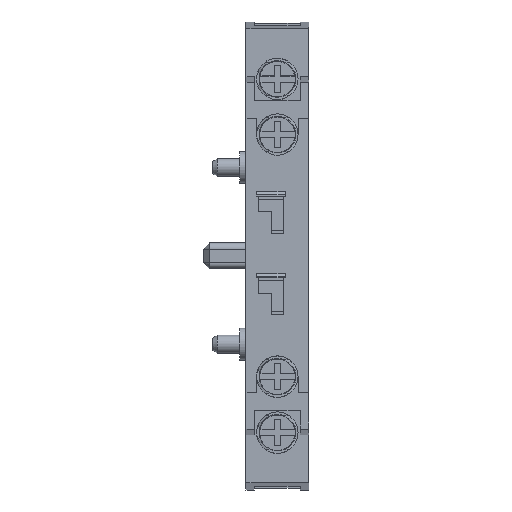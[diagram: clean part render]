
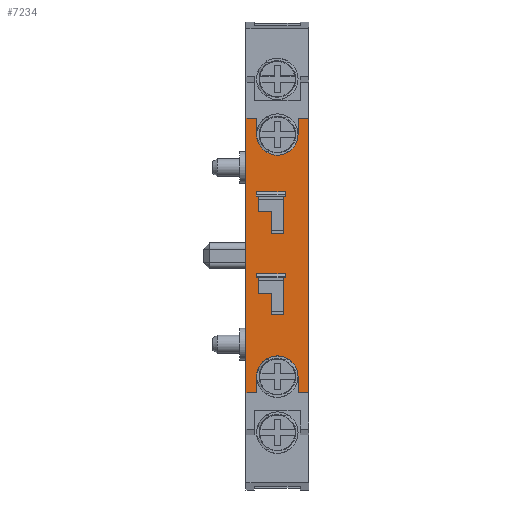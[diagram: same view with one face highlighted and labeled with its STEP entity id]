
A CAD part, top view. The second image highlights one B-rep face of the part: STEP entity #7234.
In plain terms, the highlighted planar face has unit normal (0, 0, 1).
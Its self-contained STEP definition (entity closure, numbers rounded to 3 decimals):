
#195=CIRCLE('',#7676,3.4);
#196=CIRCLE('',#7679,3.4);
#458=ORIENTED_EDGE('',*,*,#2467,.F.);
#459=ORIENTED_EDGE('',*,*,#2589,.F.);
#460=ORIENTED_EDGE('',*,*,#2590,.T.);
#461=ORIENTED_EDGE('',*,*,#2591,.T.);
#462=ORIENTED_EDGE('',*,*,#2592,.F.);
#463=ORIENTED_EDGE('',*,*,#2593,.F.);
#464=ORIENTED_EDGE('',*,*,#2594,.T.);
#465=ORIENTED_EDGE('',*,*,#2474,.F.);
#466=ORIENTED_EDGE('',*,*,#2595,.F.);
#467=ORIENTED_EDGE('',*,*,#2470,.F.);
#468=ORIENTED_EDGE('',*,*,#2486,.F.);
#469=ORIENTED_EDGE('',*,*,#2596,.F.);
#470=ORIENTED_EDGE('',*,*,#2597,.T.);
#471=ORIENTED_EDGE('',*,*,#2598,.T.);
#472=ORIENTED_EDGE('',*,*,#2599,.F.);
#473=ORIENTED_EDGE('',*,*,#2600,.F.);
#474=ORIENTED_EDGE('',*,*,#2601,.T.);
#475=ORIENTED_EDGE('',*,*,#2493,.F.);
#476=ORIENTED_EDGE('',*,*,#2602,.F.);
#477=ORIENTED_EDGE('',*,*,#2489,.F.);
#478=ORIENTED_EDGE('',*,*,#2603,.T.);
#479=ORIENTED_EDGE('',*,*,#2604,.T.);
#480=ORIENTED_EDGE('',*,*,#2585,.T.);
#481=ORIENTED_EDGE('',*,*,#2605,.F.);
#482=ORIENTED_EDGE('',*,*,#2588,.T.);
#483=ORIENTED_EDGE('',*,*,#2536,.T.);
#484=ORIENTED_EDGE('',*,*,#2606,.F.);
#485=ORIENTED_EDGE('',*,*,#2607,.F.);
#486=ORIENTED_EDGE('',*,*,#2608,.T.);
#487=ORIENTED_EDGE('',*,*,#2609,.T.);
#488=ORIENTED_EDGE('',*,*,#2610,.F.);
#489=ORIENTED_EDGE('',*,*,#2611,.F.);
#2467=EDGE_CURVE('',#3535,#3536,#4255,.T.);
#2470=EDGE_CURVE('',#3536,#3538,#4258,.T.);
#2474=EDGE_CURVE('',#3541,#3542,#4262,.T.);
#2486=EDGE_CURVE('',#3553,#3554,#4274,.T.);
#2489=EDGE_CURVE('',#3554,#3556,#4277,.T.);
#2493=EDGE_CURVE('',#3559,#3560,#4281,.T.);
#2536=EDGE_CURVE('',#3602,#3603,#4316,.T.);
#2585=EDGE_CURVE('',#3646,#3649,#195,.T.);
#2588=EDGE_CURVE('',#3651,#3602,#4357,.T.);
#2589=EDGE_CURVE('',#3652,#3535,#4358,.T.);
#2590=EDGE_CURVE('',#3652,#3653,#4359,.T.);
#2591=EDGE_CURVE('',#3653,#3654,#4360,.T.);
#2592=EDGE_CURVE('',#3655,#3654,#4361,.T.);
#2593=EDGE_CURVE('',#3656,#3655,#4362,.T.);
#2594=EDGE_CURVE('',#3656,#3542,#4363,.T.);
#2595=EDGE_CURVE('',#3538,#3541,#4364,.T.);
#2596=EDGE_CURVE('',#3657,#3553,#4365,.T.);
#2597=EDGE_CURVE('',#3657,#3658,#4366,.T.);
#2598=EDGE_CURVE('',#3658,#3659,#4367,.T.);
#2599=EDGE_CURVE('',#3660,#3659,#4368,.T.);
#2600=EDGE_CURVE('',#3661,#3660,#4369,.T.);
#2601=EDGE_CURVE('',#3661,#3560,#4370,.T.);
#2602=EDGE_CURVE('',#3556,#3559,#4371,.T.);
#2603=EDGE_CURVE('',#3662,#3663,#4372,.T.);
#2604=EDGE_CURVE('',#3663,#3646,#4373,.T.);
#2605=EDGE_CURVE('',#3651,#3649,#4374,.T.);
#2606=EDGE_CURVE('',#3664,#3603,#4375,.T.);
#2607=EDGE_CURVE('',#3665,#3664,#4376,.T.);
#2608=EDGE_CURVE('',#3665,#3666,#196,.T.);
#2609=EDGE_CURVE('',#3666,#3667,#4377,.T.);
#2610=EDGE_CURVE('',#3668,#3667,#4378,.T.);
#2611=EDGE_CURVE('',#3662,#3668,#4379,.T.);
#3535=VERTEX_POINT('',#10279);
#3536=VERTEX_POINT('',#10281);
#3538=VERTEX_POINT('',#10287);
#3541=VERTEX_POINT('',#10294);
#3542=VERTEX_POINT('',#10296);
#3553=VERTEX_POINT('',#10321);
#3554=VERTEX_POINT('',#10323);
#3556=VERTEX_POINT('',#10329);
#3559=VERTEX_POINT('',#10336);
#3560=VERTEX_POINT('',#10338);
#3602=VERTEX_POINT('',#10430);
#3603=VERTEX_POINT('',#10431);
#3646=VERTEX_POINT('',#10522);
#3649=VERTEX_POINT('',#10527);
#3651=VERTEX_POINT('',#10532);
#3652=VERTEX_POINT('',#10537);
#3653=VERTEX_POINT('',#10539);
#3654=VERTEX_POINT('',#10541);
#3655=VERTEX_POINT('',#10543);
#3656=VERTEX_POINT('',#10545);
#3657=VERTEX_POINT('',#10549);
#3658=VERTEX_POINT('',#10551);
#3659=VERTEX_POINT('',#10553);
#3660=VERTEX_POINT('',#10555);
#3661=VERTEX_POINT('',#10557);
#3662=VERTEX_POINT('',#10561);
#3663=VERTEX_POINT('',#10562);
#3664=VERTEX_POINT('',#10566);
#3665=VERTEX_POINT('',#10568);
#3666=VERTEX_POINT('',#10570);
#3667=VERTEX_POINT('',#10572);
#3668=VERTEX_POINT('',#10574);
#4255=LINE('',#10280,#5091);
#4258=LINE('',#10286,#5094);
#4262=LINE('',#10295,#5098);
#4274=LINE('',#10322,#5110);
#4277=LINE('',#10328,#5113);
#4281=LINE('',#10337,#5117);
#4316=LINE('',#10429,#5152);
#4357=LINE('',#10534,#5193);
#4358=LINE('',#10536,#5194);
#4359=LINE('',#10538,#5195);
#4360=LINE('',#10540,#5196);
#4361=LINE('',#10542,#5197);
#4362=LINE('',#10544,#5198);
#4363=LINE('',#10546,#5199);
#4364=LINE('',#10547,#5200);
#4365=LINE('',#10548,#5201);
#4366=LINE('',#10550,#5202);
#4367=LINE('',#10552,#5203);
#4368=LINE('',#10554,#5204);
#4369=LINE('',#10556,#5205);
#4370=LINE('',#10558,#5206);
#4371=LINE('',#10559,#5207);
#4372=LINE('',#10560,#5208);
#4373=LINE('',#10563,#5209);
#4374=LINE('',#10564,#5210);
#4375=LINE('',#10565,#5211);
#4376=LINE('',#10567,#5212);
#4377=LINE('',#10571,#5213);
#4378=LINE('',#10573,#5214);
#4379=LINE('',#10575,#5215);
#5091=VECTOR('',#8245,1000.);
#5094=VECTOR('',#8250,1000.);
#5098=VECTOR('',#8256,1000.);
#5110=VECTOR('',#8274,1000.);
#5113=VECTOR('',#8279,1000.);
#5117=VECTOR('',#8285,1000.);
#5152=VECTOR('',#8350,1000.);
#5193=VECTOR('',#8419,1000.);
#5194=VECTOR('',#8422,1000.);
#5195=VECTOR('',#8423,1000.);
#5196=VECTOR('',#8424,1000.);
#5197=VECTOR('',#8425,1000.);
#5198=VECTOR('',#8426,1000.);
#5199=VECTOR('',#8427,1000.);
#5200=VECTOR('',#8428,1000.);
#5201=VECTOR('',#8429,1000.);
#5202=VECTOR('',#8430,1000.);
#5203=VECTOR('',#8431,1000.);
#5204=VECTOR('',#8432,1000.);
#5205=VECTOR('',#8433,1000.);
#5206=VECTOR('',#8434,1000.);
#5207=VECTOR('',#8435,1000.);
#5208=VECTOR('',#8436,1000.);
#5209=VECTOR('',#8437,1000.);
#5210=VECTOR('',#8438,1000.);
#5211=VECTOR('',#8439,1000.);
#5212=VECTOR('',#8440,1000.);
#5213=VECTOR('',#8443,1000.);
#5214=VECTOR('',#8444,1000.);
#5215=VECTOR('',#8445,1000.);
#5948=EDGE_LOOP('',(#458,#459,#460,#461,#462,#463,#464,#465,#466,#467));
#5949=EDGE_LOOP('',(#468,#469,#470,#471,#472,#473,#474,#475,#476,#477));
#5950=EDGE_LOOP('',(#478,#479,#480,#481,#482,#483,#484,#485,#486,#487,#488,
#489));
#6426=FACE_BOUND('',#5948,.T.);
#6427=FACE_BOUND('',#5949,.T.);
#6428=FACE_BOUND('',#5950,.T.);
#6898=PLANE('',#7678);
#7234=ADVANCED_FACE('',(#6426,#6427,#6428),#6898,.F.);
#7676=AXIS2_PLACEMENT_3D('',#10528,#8413,#8414);
#7678=AXIS2_PLACEMENT_3D('',#10535,#8420,#8421);
#7679=AXIS2_PLACEMENT_3D('',#10569,#8441,#8442);
#8245=DIRECTION('',(1.,0.,0.));
#8250=DIRECTION('',(0.,-1.,0.));
#8256=DIRECTION('',(0.,1.,0.));
#8274=DIRECTION('',(1.,0.,0.));
#8279=DIRECTION('',(0.,-1.,0.));
#8285=DIRECTION('',(0.,1.,0.));
#8350=DIRECTION('',(0.,-1.,0.));
#8413=DIRECTION('',(0.,0.,-1.));
#8414=DIRECTION('',(-1.,0.,0.));
#8419=DIRECTION('',(-1.,0.,0.));
#8420=DIRECTION('',(0.,0.,-1.));
#8421=DIRECTION('',(-1.,0.,0.));
#8422=DIRECTION('',(0.,-1.,0.));
#8423=DIRECTION('',(-1.,0.,0.));
#8424=DIRECTION('',(0.,1.,0.));
#8425=DIRECTION('',(-1.,0.,0.));
#8426=DIRECTION('',(0.,1.,0.));
#8427=DIRECTION('',(-1.,0.,0.));
#8428=DIRECTION('',(1.,0.,0.));
#8429=DIRECTION('',(0.,-1.,0.));
#8430=DIRECTION('',(-1.,0.,0.));
#8431=DIRECTION('',(0.,1.,0.));
#8432=DIRECTION('',(-1.,0.,0.));
#8433=DIRECTION('',(0.,1.,0.));
#8434=DIRECTION('',(-1.,0.,0.));
#8435=DIRECTION('',(1.,0.,0.));
#8436=DIRECTION('',(-1.,0.,0.));
#8437=DIRECTION('',(0.,-1.,0.));
#8438=DIRECTION('',(0.,-1.,0.));
#8439=DIRECTION('',(-1.,0.,0.));
#8440=DIRECTION('',(0.,-1.,0.));
#8441=DIRECTION('',(0.,0.,-1.));
#8442=DIRECTION('',(-1.,0.,0.));
#8443=DIRECTION('',(0.,-1.,0.));
#8444=DIRECTION('',(-1.,0.,0.));
#8445=DIRECTION('',(0.,-1.,0.));
#10279=CARTESIAN_POINT('',(2.,32.125,48.9));
#10280=CARTESIAN_POINT('',(2.,32.125,48.9));
#10281=CARTESIAN_POINT('',(4.15,32.125,48.9));
#10286=CARTESIAN_POINT('',(4.15,32.125,48.9));
#10287=CARTESIAN_POINT('',(4.15,28.625,48.9));
#10294=CARTESIAN_POINT('',(6.15,28.625,48.9));
#10295=CARTESIAN_POINT('',(6.15,28.625,48.9));
#10296=CARTESIAN_POINT('',(6.15,34.725,48.9));
#10321=CARTESIAN_POINT('',(2.,45.525,48.9));
#10322=CARTESIAN_POINT('',(2.,45.525,48.9));
#10323=CARTESIAN_POINT('',(4.15,45.525,48.9));
#10328=CARTESIAN_POINT('',(4.15,45.525,48.9));
#10329=CARTESIAN_POINT('',(4.15,42.025,48.9));
#10336=CARTESIAN_POINT('',(6.15,42.025,48.9));
#10337=CARTESIAN_POINT('',(6.15,42.025,48.9));
#10338=CARTESIAN_POINT('',(6.15,48.125,48.9));
#10429=CARTESIAN_POINT('',(0.,60.875,48.9));
#10430=CARTESIAN_POINT('',(0.,60.875,48.9));
#10431=CARTESIAN_POINT('',(0.,15.875,48.9));
#10522=CARTESIAN_POINT('',(8.55,58.225,48.9));
#10527=CARTESIAN_POINT('',(1.75,58.225,48.9));
#10528=CARTESIAN_POINT('',(5.15,58.225,48.9));
#10532=CARTESIAN_POINT('',(1.75,60.875,48.9));
#10534=CARTESIAN_POINT('',(10.3,60.875,48.9));
#10535=CARTESIAN_POINT('',(10.3,60.875,48.9));
#10536=CARTESIAN_POINT('',(2.,34.725,48.9));
#10537=CARTESIAN_POINT('',(2.,34.725,48.9));
#10538=CARTESIAN_POINT('',(6.45,34.725,48.9));
#10539=CARTESIAN_POINT('',(1.7,34.725,48.9));
#10540=CARTESIAN_POINT('',(1.7,34.725,48.9));
#10541=CARTESIAN_POINT('',(1.7,35.425,48.9));
#10542=CARTESIAN_POINT('',(6.45,35.425,48.9));
#10543=CARTESIAN_POINT('',(6.45,35.425,48.9));
#10544=CARTESIAN_POINT('',(6.45,34.725,48.9));
#10545=CARTESIAN_POINT('',(6.45,34.725,48.9));
#10546=CARTESIAN_POINT('',(6.45,34.725,48.9));
#10547=CARTESIAN_POINT('',(4.15,28.625,48.9));
#10548=CARTESIAN_POINT('',(2.,48.125,48.9));
#10549=CARTESIAN_POINT('',(2.,48.125,48.9));
#10550=CARTESIAN_POINT('',(6.45,48.125,48.9));
#10551=CARTESIAN_POINT('',(1.7,48.125,48.9));
#10552=CARTESIAN_POINT('',(1.7,48.125,48.9));
#10553=CARTESIAN_POINT('',(1.7,48.825,48.9));
#10554=CARTESIAN_POINT('',(6.45,48.825,48.9));
#10555=CARTESIAN_POINT('',(6.45,48.825,48.9));
#10556=CARTESIAN_POINT('',(6.45,48.125,48.9));
#10557=CARTESIAN_POINT('',(6.45,48.125,48.9));
#10558=CARTESIAN_POINT('',(6.45,48.125,48.9));
#10559=CARTESIAN_POINT('',(4.15,42.025,48.9));
#10560=CARTESIAN_POINT('',(10.3,60.875,48.9));
#10561=CARTESIAN_POINT('',(10.3,60.875,48.9));
#10562=CARTESIAN_POINT('',(8.55,60.875,48.9));
#10563=CARTESIAN_POINT('',(8.55,60.875,48.9));
#10564=CARTESIAN_POINT('',(1.75,60.875,48.9));
#10565=CARTESIAN_POINT('',(10.3,15.875,48.9));
#10566=CARTESIAN_POINT('',(1.75,15.875,48.9));
#10567=CARTESIAN_POINT('',(1.75,18.525,48.9));
#10568=CARTESIAN_POINT('',(1.75,18.525,48.9));
#10569=CARTESIAN_POINT('',(5.15,18.525,48.9));
#10570=CARTESIAN_POINT('',(8.55,18.525,48.9));
#10571=CARTESIAN_POINT('',(8.55,18.525,48.9));
#10572=CARTESIAN_POINT('',(8.55,15.875,48.9));
#10573=CARTESIAN_POINT('',(10.3,15.875,48.9));
#10574=CARTESIAN_POINT('',(10.3,15.875,48.9));
#10575=CARTESIAN_POINT('',(10.3,60.875,48.9));
